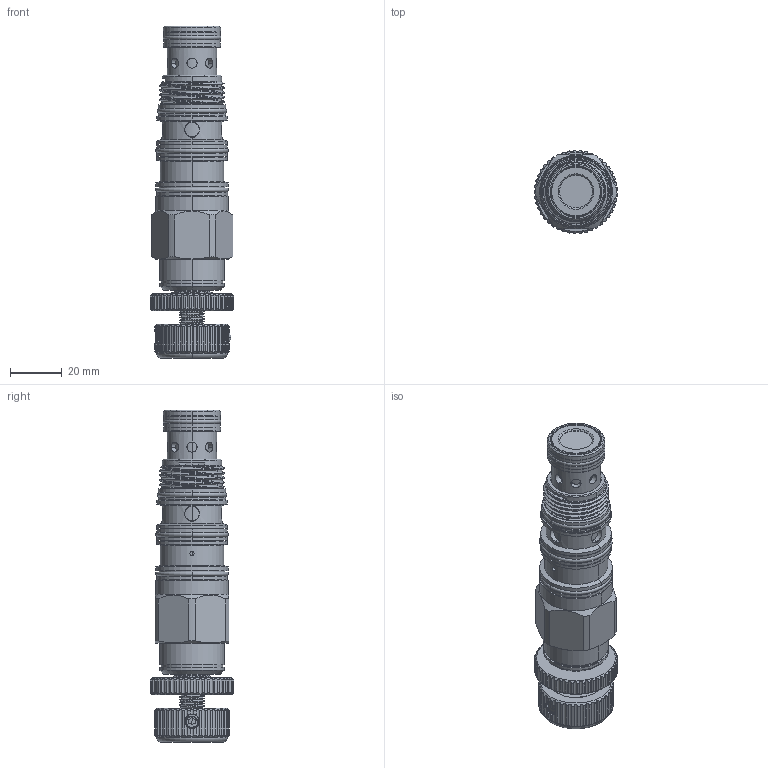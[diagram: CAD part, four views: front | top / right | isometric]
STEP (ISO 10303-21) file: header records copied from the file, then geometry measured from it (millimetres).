
FILE_DESCRIPTION (( 'STEP AP203' ), '1' );
FILE_NAME ('DD22A4Q-K.STEP', '2023-11-29T07:08:32', ( '' ), ( '' ), 'SwSTEP 2.0', 'SolidWorks 2018', '' );
FILE_SCHEMA (( 'CONFIG_CONTROL_DESIGN' ));
Products named in the file (1): DD22A4Q-K
Bounding box: 32.18 x 32.2 x 128.53 mm (x, y, z)
Volume: 64808.2 mm3; surface area: 17498.3 mm2
Topology: 1 solids, 7 shells, 723 faces, 1870 edges, 1206 vertices
Faces by surface type: cylinder 418, plane 174, cone 79, bspline 26, torus 24, sphere 2
Entity records: 37770 total; most frequent: CARTESIAN_POINT 20918, ORIENTED_EDGE 3716, DIRECTION 3231, EDGE_CURVE 1858, AXIS2_PLACEMENT_3D 1248, VERTEX_POINT 1206, EDGE_LOOP 780, LINE 735
